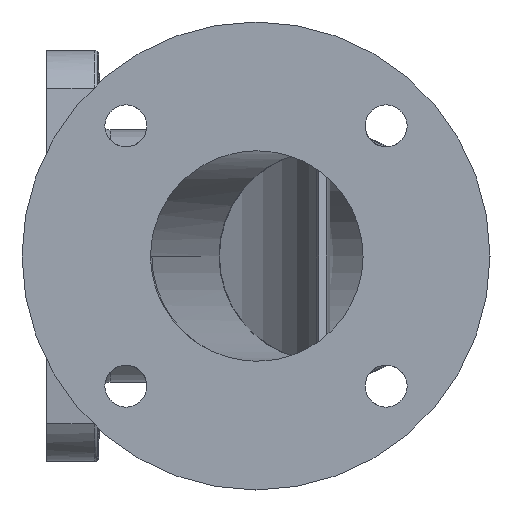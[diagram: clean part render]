
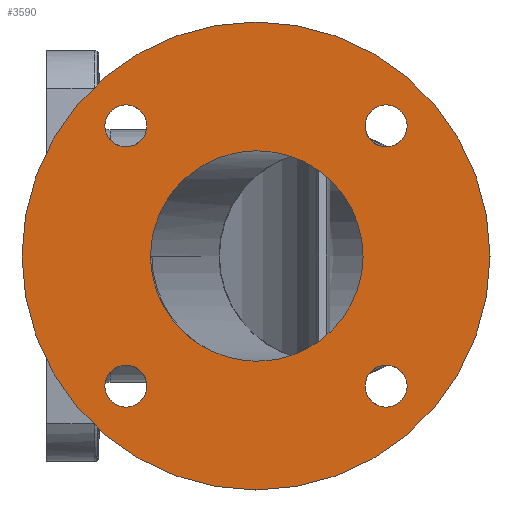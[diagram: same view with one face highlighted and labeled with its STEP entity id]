
A CAD part, left-side view. The second image highlights one B-rep face of the part: STEP entity #3590.
In plain terms, the highlighted planar face has unit normal (-1, 0, 0).
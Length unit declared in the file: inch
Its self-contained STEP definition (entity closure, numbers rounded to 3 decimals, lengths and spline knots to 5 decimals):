
#1082=CARTESIAN_POINT('',(-7.74,-2.5625,0.));
#1083=DIRECTION('',(1.,0.,0.));
#1084=DIRECTION('',(0.,1.,0.));
#1085=AXIS2_PLACEMENT_3D('',#1082,#1083,#1084);
#1087=CARTESIAN_POINT('',(-7.74,-2.5625,0.));
#1088=DIRECTION('',(1.,0.,0.));
#1089=DIRECTION('',(0.,-1.,0.));
#1090=AXIS2_PLACEMENT_3D('',#1087,#1088,#1089);
#1092=CARTESIAN_POINT('',(-7.74,-3.83497,0.));
#1093=CARTESIAN_POINT('',(-7.74,-3.83497,0.09141));
#1094=CARTESIAN_POINT('',(-7.74,-3.8147,0.28653));
#1095=CARTESIAN_POINT('',(-7.74,-3.70029,0.59594));
#1096=CARTESIAN_POINT('',(-7.74,-3.48825,0.88631));
#1097=CARTESIAN_POINT('',(-7.74,-3.18711,1.11331));
#1098=CARTESIAN_POINT('',(-7.74,-2.83158,1.24172));
#1099=CARTESIAN_POINT('',(-7.74,-2.47019,1.26158));
#1100=CARTESIAN_POINT('',(-7.74,-2.19986,1.202));
#1101=CARTESIAN_POINT('',(-7.74,-2.01252,1.12329));
#1102=CARTESIAN_POINT('',(-7.74,-1.88966,1.05417));
#1103=CARTESIAN_POINT('',(-7.74,-1.77501,0.97238));
#1104=CARTESIAN_POINT('',(-7.74,-1.62469,0.83654));
#1105=CARTESIAN_POINT('',(-7.74,-1.45733,0.61803));
#1106=CARTESIAN_POINT('',(-7.74,-1.32495,0.28444));
#1107=CARTESIAN_POINT('',(-7.74,-1.29466,-0.08912));
#1108=CARTESIAN_POINT('',(-7.74,-1.37754,-0.4548));
#1109=CARTESIAN_POINT('',(-7.74,-1.55572,-0.76668));
#1110=CARTESIAN_POINT('',(-7.74,-1.79206,-0.99861));
#1111=CARTESIAN_POINT('',(-7.74,-1.96273,-1.09818));
#1112=CARTESIAN_POINT('',(-7.74,-2.04664,-1.13628));
#1114=CARTESIAN_POINT('',(-7.74,-2.04664,-1.13628));
#1115=CARTESIAN_POINT('',(-7.74,-2.12085,-1.16997));
#1116=CARTESIAN_POINT('',(-7.74,-2.25462,-1.21461));
#1117=CARTESIAN_POINT('',(-7.74,-2.49159,-1.25642));
#1118=CARTESIAN_POINT('',(-7.74,-2.74909,-1.24861));
#1119=CARTESIAN_POINT('',(-7.74,-3.01949,-1.17929));
#1120=CARTESIAN_POINT('',(-7.74,-3.25803,-1.06054));
#1121=CARTESIAN_POINT('',(-7.74,-3.46691,-0.89575));
#1122=CARTESIAN_POINT('',(-7.74,-3.64389,-0.68144));
#1123=CARTESIAN_POINT('',(-7.74,-3.75907,-0.45271));
#1124=CARTESIAN_POINT('',(-7.74,-3.81999,-0.22125));
#1125=CARTESIAN_POINT('',(-7.74,-3.83497,-0.0815));
#1126=CARTESIAN_POINT('',(-7.74,-3.83497,0.));
#1128=CARTESIAN_POINT('',(-7.74,-1.0157,1.5468));
#1129=DIRECTION('',(1.,0.,0.));
#1130=DIRECTION('',(0.,1.,0.));
#1131=AXIS2_PLACEMENT_3D('',#1128,#1129,#1130);
#1133=CARTESIAN_POINT('',(-7.74,-1.0157,1.5468));
#1134=DIRECTION('',(1.,0.,0.));
#1135=DIRECTION('',(0.,-1.,0.));
#1136=AXIS2_PLACEMENT_3D('',#1133,#1134,#1135);
#1138=CARTESIAN_POINT('',(-7.74,-4.1093,1.5468));
#1139=DIRECTION('',(1.,0.,0.));
#1140=DIRECTION('',(0.,1.,0.));
#1141=AXIS2_PLACEMENT_3D('',#1138,#1139,#1140);
#1143=CARTESIAN_POINT('',(-7.74,-4.1093,1.5468));
#1144=DIRECTION('',(1.,0.,0.));
#1145=DIRECTION('',(0.,-1.,0.));
#1146=AXIS2_PLACEMENT_3D('',#1143,#1144,#1145);
#1148=CARTESIAN_POINT('',(-7.74,-4.1093,-1.5468));
#1149=DIRECTION('',(1.,0.,0.));
#1150=DIRECTION('',(0.,1.,0.));
#1151=AXIS2_PLACEMENT_3D('',#1148,#1149,#1150);
#1153=CARTESIAN_POINT('',(-7.74,-4.1093,-1.5468));
#1154=DIRECTION('',(1.,0.,0.));
#1155=DIRECTION('',(0.,-1.,0.));
#1156=AXIS2_PLACEMENT_3D('',#1153,#1154,#1155);
#1158=CARTESIAN_POINT('',(-7.74,-1.0157,-1.5468));
#1159=DIRECTION('',(1.,0.,0.));
#1160=DIRECTION('',(0.,1.,0.));
#1161=AXIS2_PLACEMENT_3D('',#1158,#1159,#1160);
#1163=CARTESIAN_POINT('',(-7.74,-1.0157,-1.5468));
#1164=DIRECTION('',(1.,0.,0.));
#1165=DIRECTION('',(0.,-1.,0.));
#1166=AXIS2_PLACEMENT_3D('',#1163,#1164,#1165);
#1921=CARTESIAN_POINT('',(-7.74,0.21875,0.));
#1922=CARTESIAN_POINT('',(-7.74,-5.34375,0.));
#1923=VERTEX_POINT('',#1921);
#1924=VERTEX_POINT('',#1922);
#1925=VERTEX_POINT('',#1092);
#1926=VERTEX_POINT('',#1112);
#1961=CARTESIAN_POINT('',(-7.74,-0.7657,1.5468));
#1962=CARTESIAN_POINT('',(-7.74,-1.2657,1.5468));
#1963=VERTEX_POINT('',#1961);
#1964=VERTEX_POINT('',#1962);
#1967=CARTESIAN_POINT('',(-7.74,-3.8593,1.5468));
#1968=CARTESIAN_POINT('',(-7.74,-4.3593,1.5468));
#1969=VERTEX_POINT('',#1967);
#1970=VERTEX_POINT('',#1968);
#1973=CARTESIAN_POINT('',(-7.74,-3.8593,-1.5468));
#1974=CARTESIAN_POINT('',(-7.74,-4.3593,-1.5468));
#1975=VERTEX_POINT('',#1973);
#1976=VERTEX_POINT('',#1974);
#1979=CARTESIAN_POINT('',(-7.74,-0.7657,-1.5468));
#1980=CARTESIAN_POINT('',(-7.74,-1.2657,-1.5468));
#1981=VERTEX_POINT('',#1979);
#1982=VERTEX_POINT('',#1980);
#3550=CARTESIAN_POINT('',(-7.74,-5.34375,3.7061));
#3551=DIRECTION('',(1.,0.,0.));
#3552=DIRECTION('',(0.,1.,0.));
#3553=AXIS2_PLACEMENT_3D('',#3550,#3551,#3552);
#3554=PLANE('',#3553);
#3556=ORIENTED_EDGE('',*,*,#3555,.T.);
#3557=ORIENTED_EDGE('',*,*,#3540,.T.);
#3558=EDGE_LOOP('',(#3556,#3557));
#3559=FACE_OUTER_BOUND('',#3558,.F.);
#3561=ORIENTED_EDGE('',*,*,#3560,.T.);
#3563=ORIENTED_EDGE('',*,*,#3562,.T.);
#3564=EDGE_LOOP('',(#3561,#3563));
#3565=FACE_BOUND('',#3564,.F.);
#3567=ORIENTED_EDGE('',*,*,#3566,.F.);
#3569=ORIENTED_EDGE('',*,*,#3568,.F.);
#3570=EDGE_LOOP('',(#3567,#3569));
#3571=FACE_BOUND('',#3570,.F.);
#3573=ORIENTED_EDGE('',*,*,#3572,.F.);
#3575=ORIENTED_EDGE('',*,*,#3574,.F.);
#3576=EDGE_LOOP('',(#3573,#3575));
#3577=FACE_BOUND('',#3576,.F.);
#3579=ORIENTED_EDGE('',*,*,#3578,.F.);
#3581=ORIENTED_EDGE('',*,*,#3580,.F.);
#3582=EDGE_LOOP('',(#3579,#3581));
#3583=FACE_BOUND('',#3582,.F.);
#3585=ORIENTED_EDGE('',*,*,#3584,.F.);
#3587=ORIENTED_EDGE('',*,*,#3586,.F.);
#3588=EDGE_LOOP('',(#3585,#3587));
#3589=FACE_BOUND('',#3588,.F.);
#3590=ADVANCED_FACE('',(#3559,#3565,#3571,#3577,#3583,#3589),#3554,.F.);
#1086=CIRCLE('',#1085,2.78125);
#1091=CIRCLE('',#1090,2.78125);
#1113=B_SPLINE_CURVE_WITH_KNOTS('',3,(#1092,#1093,#1094,#1095,#1096,#1097,#1098,
#1099,#1100,#1101,#1102,#1103,#1104,#1105,#1106,#1107,#1108,#1109,#1110,#1111,
#1112),.UNSPECIFIED.,.F.,.F.,(4,1,1,1,1,1,1,1,1,1,1,1,1,1,1,1,1,1,4),(0.,
0.0625,0.125,0.1875,0.25,0.3125,0.375,0.4375,0.46875,0.5,
0.53125,0.5625,0.625,0.6875,0.75,0.8125,0.875,0.9375,1.),
.UNSPECIFIED.);
#1127=B_SPLINE_CURVE_WITH_KNOTS('',3,(#1114,#1115,#1116,#1117,#1118,#1119,#1120,
#1121,#1122,#1123,#1124,#1125,#1126),.UNSPECIFIED.,.F.,.F.,(4,1,1,1,1,1,1,1,1,1,
4),(0.,0.0625,0.125,0.25,0.375,0.5,0.625,0.75,0.875,0.9375,
1.),.UNSPECIFIED.);
#1132=CIRCLE('',#1131,0.25);
#1137=CIRCLE('',#1136,0.25);
#1142=CIRCLE('',#1141,0.25);
#1147=CIRCLE('',#1146,0.25);
#1152=CIRCLE('',#1151,0.25);
#1157=CIRCLE('',#1156,0.25);
#1162=CIRCLE('',#1161,0.25);
#1167=CIRCLE('',#1166,0.25);
#3540=EDGE_CURVE('',#1924,#1923,#1091,.T.);
#3555=EDGE_CURVE('',#1923,#1924,#1086,.T.);
#3560=EDGE_CURVE('',#1925,#1926,#1113,.T.);
#3562=EDGE_CURVE('',#1926,#1925,#1127,.T.);
#3566=EDGE_CURVE('',#1963,#1964,#1132,.T.);
#3568=EDGE_CURVE('',#1964,#1963,#1137,.T.);
#3572=EDGE_CURVE('',#1969,#1970,#1142,.T.);
#3574=EDGE_CURVE('',#1970,#1969,#1147,.T.);
#3578=EDGE_CURVE('',#1975,#1976,#1152,.T.);
#3580=EDGE_CURVE('',#1976,#1975,#1157,.T.);
#3584=EDGE_CURVE('',#1981,#1982,#1162,.T.);
#3586=EDGE_CURVE('',#1982,#1981,#1167,.T.);
